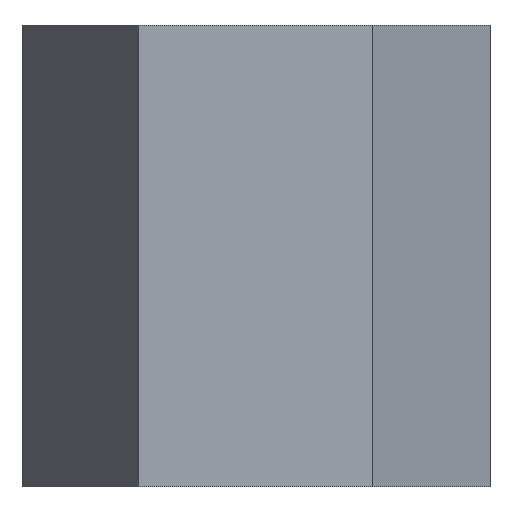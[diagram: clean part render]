
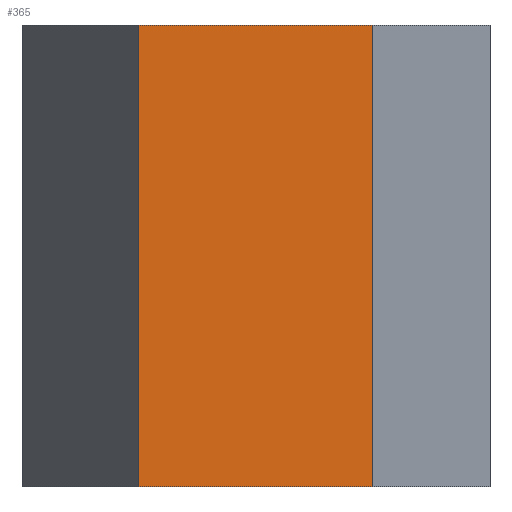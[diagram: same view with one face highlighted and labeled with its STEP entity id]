
A CAD part, front view. The second image highlights one B-rep face of the part: STEP entity #365.
In plain terms, the highlighted planar face has unit normal (0, -1, 0).
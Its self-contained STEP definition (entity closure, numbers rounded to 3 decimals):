
#32=PLANE('',#408);
#57=FACE_OUTER_BOUND('',#82,.T.);
#82=EDGE_LOOP('',(#324,#325,#326,#327));
#114=LINE('',#586,#154);
#120=LINE('',#598,#160);
#121=LINE('',#601,#161);
#122=LINE('',#602,#162);
#154=VECTOR('',#483,10.);
#160=VECTOR('',#495,10.);
#161=VECTOR('',#498,10.);
#162=VECTOR('',#499,10.);
#198=VERTEX_POINT('',#583);
#199=VERTEX_POINT('',#585);
#202=VERTEX_POINT('',#596);
#203=VERTEX_POINT('',#600);
#239=EDGE_CURVE('',#198,#199,#114,.T.);
#245=EDGE_CURVE('',#202,#198,#120,.T.);
#246=EDGE_CURVE('',#203,#202,#121,.T.);
#247=EDGE_CURVE('',#203,#199,#122,.T.);
#324=ORIENTED_EDGE('',*,*,#245,.F.);
#325=ORIENTED_EDGE('',*,*,#246,.F.);
#326=ORIENTED_EDGE('',*,*,#247,.T.);
#327=ORIENTED_EDGE('',*,*,#239,.F.);
#365=ADVANCED_FACE('',(#57),#32,.T.);
#408=AXIS2_PLACEMENT_3D('',#599,#496,#497);
#483=DIRECTION('',(1.,0.,0.));
#495=DIRECTION('',(0.,0.,1.));
#496=DIRECTION('center_axis',(0.,-1.,0.));
#497=DIRECTION('ref_axis',(-1.,0.,0.));
#498=DIRECTION('',(-1.,0.,0.));
#499=DIRECTION('',(0.,0.,1.));
#583=CARTESIAN_POINT('',(-2.281,-3.95,8.5));
#585=CARTESIAN_POINT('',(2.281,-3.95,8.5));
#586=CARTESIAN_POINT('',(-1.14,-3.95,8.5));
#596=CARTESIAN_POINT('',(-2.281,-3.95,-0.5));
#598=CARTESIAN_POINT('',(-2.281,-3.95,0.));
#599=CARTESIAN_POINT('Origin',(2.281,-3.95,0.));
#600=CARTESIAN_POINT('',(2.281,-3.95,-0.5));
#601=CARTESIAN_POINT('',(-2.281,-3.95,-0.5));
#602=CARTESIAN_POINT('',(2.281,-3.95,0.));
